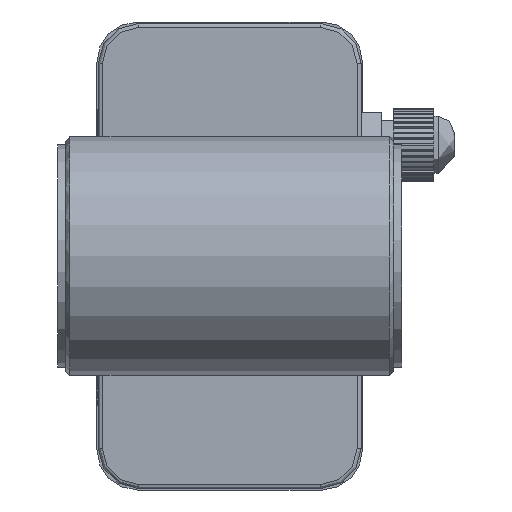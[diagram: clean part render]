
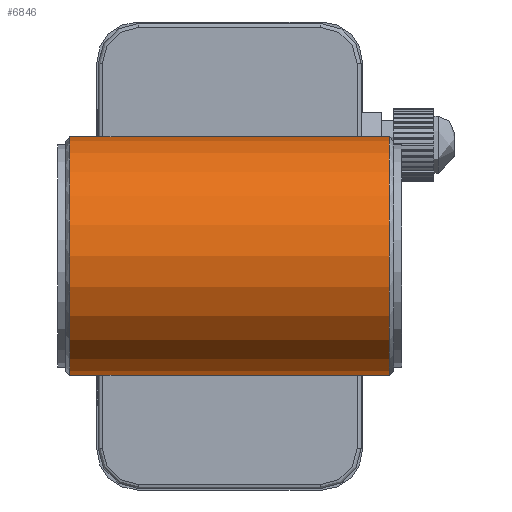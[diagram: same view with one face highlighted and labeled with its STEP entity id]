
A CAD part, front view. The second image highlights one B-rep face of the part: STEP entity #6846.
In plain terms, the highlighted cylindrical face has radius 29.5 mm (diameter 59 mm), a full revolution.
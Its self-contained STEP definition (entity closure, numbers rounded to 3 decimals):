
#62=FACE_BOUND('',#1136,.T.);
#63=FACE_BOUND('',#1137,.T.);
#263=CIRCLE('',#7383,29.5);
#264=CIRCLE('',#7384,29.5);
#354=CYLINDRICAL_SURFACE('',#7382,29.5);
#399=B_SPLINE_CURVE_WITH_KNOTS('',3,(#11555,#11556,#11557,#11558,#11559,
#11560,#11561,#11562,#11563,#11564,#11565,#11566,#11567,#11568,#11569,#11570,
#11571,#11572,#11573,#11574,#11575,#11576,#11577,#11578,#11579,#11580,#11581,
#11582,#11583,#11584,#11585,#11586,#11587,#11588,#11589,#11590,#11591,#11592,
#11593,#11594,#11595,#11596,#11597,#11598,#11599,#11600,#11601,#11602,#11603,
#11604),.UNSPECIFIED.,.T.,.F.,(4,2,2,2,2,2,2,2,2,2,2,2,2,2,2,2,2,2,2,2,
2,2,2,2,4),(-9.233,-8.944,-8.655,-8.077,
-7.501,-7.213,-6.925,-6.636,
-6.348,-5.772,-5.194,-4.905,
-4.616,-4.327,-4.038,-3.461,
-2.884,-2.596,-2.308,-2.02,
-1.732,-1.156,-0.578,-0.289,
0.),.UNSPECIFIED.);
#752=FACE_OUTER_BOUND('',#1135,.T.);
#1135=EDGE_LOOP('',(#5860));
#1136=EDGE_LOOP('',(#5861));
#1137=EDGE_LOOP('',(#5862));
#3135=VERTEX_POINT('',#11554);
#3136=VERTEX_POINT('',#11606);
#3137=VERTEX_POINT('',#11608);
#4046=EDGE_CURVE('',#3135,#3135,#399,.T.);
#4047=EDGE_CURVE('',#3136,#3136,#263,.T.);
#4048=EDGE_CURVE('',#3137,#3137,#264,.T.);
#5860=ORIENTED_EDGE('',*,*,#4047,.F.);
#5861=ORIENTED_EDGE('',*,*,#4048,.T.);
#5862=ORIENTED_EDGE('',*,*,#4046,.F.);
#6846=ADVANCED_FACE('',(#752,#62,#63),#354,.T.);
#7382=AXIS2_PLACEMENT_3D('',#11605,#9107,#9108);
#7383=AXIS2_PLACEMENT_3D('',#11607,#9109,#9110);
#7384=AXIS2_PLACEMENT_3D('',#11609,#9111,#9112);
#9107=DIRECTION('center_axis',(1.,0.,0.));
#9108=DIRECTION('ref_axis',(0.,0.,-1.));
#9109=DIRECTION('center_axis',(1.,0.,0.));
#9110=DIRECTION('ref_axis',(0.,0.,-1.));
#9111=DIRECTION('center_axis',(1.,0.,0.));
#9112=DIRECTION('ref_axis',(0.,0.,-1.));
#11554=CARTESIAN_POINT('',(15.,29.5,0.));
#11555=CARTESIAN_POINT('Ctrl Pts',(0.,25.402,
15.));
#11556=CARTESIAN_POINT('Ctrl Pts',(0.963,25.402,15.));
#11557=CARTESIAN_POINT('Ctrl Pts',(1.952,25.458,14.906));
#11558=CARTESIAN_POINT('Ctrl Pts',(3.905,25.682,14.517));
#11559=CARTESIAN_POINT('Ctrl Pts',(4.869,25.849,14.223));
#11560=CARTESIAN_POINT('Ctrl Pts',(7.63,26.462,13.068));
#11561=CARTESIAN_POINT('Ctrl Pts',(9.292,27.021,11.921));
#11562=CARTESIAN_POINT('Ctrl Pts',(11.917,28.032,9.296));
#11563=CARTESIAN_POINT('Ctrl Pts',(13.067,28.557,7.633));
#11564=CARTESIAN_POINT('Ctrl Pts',(14.223,29.111,4.868));
#11565=CARTESIAN_POINT('Ctrl Pts',(14.518,29.257,3.902));
#11566=CARTESIAN_POINT('Ctrl Pts',(14.906,29.452,1.948));
#11567=CARTESIAN_POINT('Ctrl Pts',(15.,29.5,0.96));
#11568=CARTESIAN_POINT('Ctrl Pts',(15.,29.5,-0.96));
#11569=CARTESIAN_POINT('Ctrl Pts',(14.906,29.452,-1.948));
#11570=CARTESIAN_POINT('Ctrl Pts',(14.518,29.257,-3.902));
#11571=CARTESIAN_POINT('Ctrl Pts',(14.223,29.111,-4.868));
#11572=CARTESIAN_POINT('Ctrl Pts',(13.067,28.557,-7.633));
#11573=CARTESIAN_POINT('Ctrl Pts',(11.917,28.032,-9.296));
#11574=CARTESIAN_POINT('Ctrl Pts',(9.292,27.021,-11.921));
#11575=CARTESIAN_POINT('Ctrl Pts',(7.63,26.462,-13.068));
#11576=CARTESIAN_POINT('Ctrl Pts',(4.869,25.849,-14.223));
#11577=CARTESIAN_POINT('Ctrl Pts',(3.905,25.682,-14.517));
#11578=CARTESIAN_POINT('Ctrl Pts',(1.952,25.458,-14.906));
#11579=CARTESIAN_POINT('Ctrl Pts',(0.963,25.402,-15.));
#11580=CARTESIAN_POINT('Ctrl Pts',(-0.963,25.402,
-15.));
#11581=CARTESIAN_POINT('Ctrl Pts',(-1.952,25.458,-14.906));
#11582=CARTESIAN_POINT('Ctrl Pts',(-3.905,25.682,-14.517));
#11583=CARTESIAN_POINT('Ctrl Pts',(-4.869,25.849,-14.223));
#11584=CARTESIAN_POINT('Ctrl Pts',(-7.63,26.462,-13.068));
#11585=CARTESIAN_POINT('Ctrl Pts',(-9.292,27.021,-11.921));
#11586=CARTESIAN_POINT('Ctrl Pts',(-11.917,28.032,-9.296));
#11587=CARTESIAN_POINT('Ctrl Pts',(-13.067,28.557,-7.633));
#11588=CARTESIAN_POINT('Ctrl Pts',(-14.223,29.111,-4.868));
#11589=CARTESIAN_POINT('Ctrl Pts',(-14.518,29.257,-3.902));
#11590=CARTESIAN_POINT('Ctrl Pts',(-14.906,29.452,-1.948));
#11591=CARTESIAN_POINT('Ctrl Pts',(-15.,29.5,-0.96));
#11592=CARTESIAN_POINT('Ctrl Pts',(-15.,29.5,0.96));
#11593=CARTESIAN_POINT('Ctrl Pts',(-14.906,29.452,1.948));
#11594=CARTESIAN_POINT('Ctrl Pts',(-14.518,29.257,3.902));
#11595=CARTESIAN_POINT('Ctrl Pts',(-14.223,29.111,4.868));
#11596=CARTESIAN_POINT('Ctrl Pts',(-13.067,28.557,7.633));
#11597=CARTESIAN_POINT('Ctrl Pts',(-11.917,28.032,9.296));
#11598=CARTESIAN_POINT('Ctrl Pts',(-9.292,27.021,11.921));
#11599=CARTESIAN_POINT('Ctrl Pts',(-7.63,26.462,13.068));
#11600=CARTESIAN_POINT('Ctrl Pts',(-4.869,25.849,14.223));
#11601=CARTESIAN_POINT('Ctrl Pts',(-3.905,25.682,14.517));
#11602=CARTESIAN_POINT('Ctrl Pts',(-1.952,25.458,14.906));
#11603=CARTESIAN_POINT('Ctrl Pts',(-0.963,25.402,
15.));
#11604=CARTESIAN_POINT('Ctrl Pts',(0.,25.402,
15.));
#11605=CARTESIAN_POINT('Origin',(-40.5,0.,0.));
#11606=CARTESIAN_POINT('',(39.5,0.,-29.5));
#11607=CARTESIAN_POINT('Origin',(39.5,0.,0.));
#11608=CARTESIAN_POINT('',(-39.5,0.,-29.5));
#11609=CARTESIAN_POINT('Origin',(-39.5,0.,0.));
